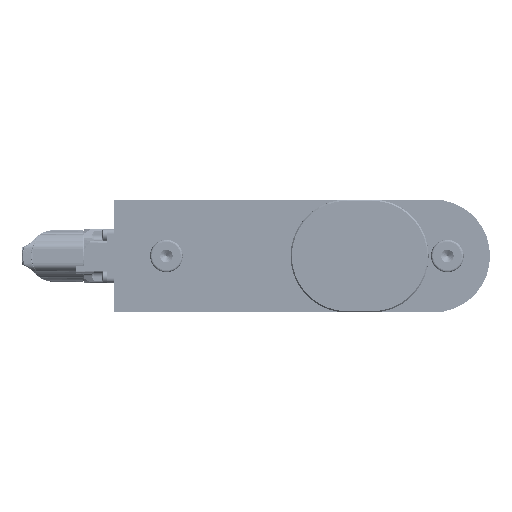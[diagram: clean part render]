
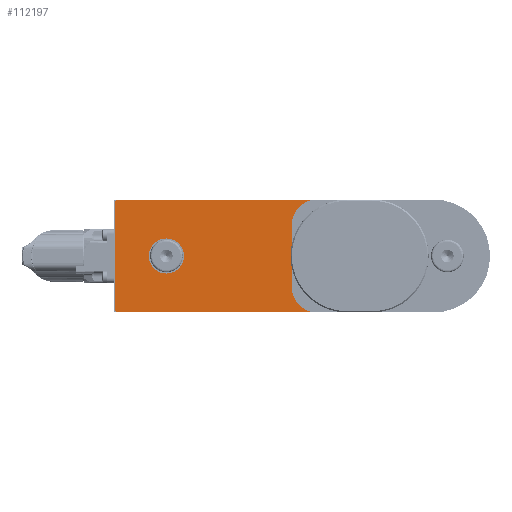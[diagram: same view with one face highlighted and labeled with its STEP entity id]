
A CAD part, left-side view. The second image highlights one B-rep face of the part: STEP entity #112197.
In plain terms, the highlighted face is planar.
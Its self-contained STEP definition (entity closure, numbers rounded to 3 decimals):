
#2712 = DIRECTION ( 'NONE',  ( -1., 0., 0. ) ) ;
#2789 = CARTESIAN_POINT ( 'NONE',  ( 0., -15., 0. ) ) ;
#2937 = PLANE ( 'NONE',  #41956 ) ;
#4641 = VERTEX_POINT ( 'NONE', #22131 ) ;
#6028 = CIRCLE ( 'NONE', #21868, 7. ) ;
#7024 = CIRCLE ( 'NONE', #101746, 10. ) ;
#9196 = AXIS2_PLACEMENT_3D ( 'NONE', #98729, #109990, #2712 ) ;
#11856 = CARTESIAN_POINT ( 'NONE',  ( -22.5, 0., 0. ) ) ;
#12060 = EDGE_CURVE ( 'NONE', #135781, #34194, #63320, .T. ) ;
#15650 = CARTESIAN_POINT ( 'NONE',  ( 21.5, 55.5, 0. ) ) ;
#15938 = EDGE_CURVE ( 'NONE', #134100, #28556, #129572, .T. ) ;
#16535 = EDGE_CURVE ( 'NONE', #28556, #103407, #44491, .T. ) ;
#16847 = DIRECTION ( 'NONE',  ( -1., 0., 0. ) ) ;
#18518 = EDGE_CURVE ( 'NONE', #90600, #90600, #6028, .T. ) ;
#21433 = DIRECTION ( 'NONE',  ( 0., 0., -1. ) ) ;
#21868 = AXIS2_PLACEMENT_3D ( 'NONE', #68905, #92146, #69610 ) ;
#22131 = CARTESIAN_POINT ( 'NONE',  ( 12.5, -15., 0. ) ) ;
#24483 = CARTESIAN_POINT ( 'NONE',  ( 22.5, 0., 0. ) ) ;
#26480 = ORIENTED_EDGE ( 'NONE', *, *, #43268, .T. ) ;
#28556 = VERTEX_POINT ( 'NONE', #78710 ) ;
#30551 = EDGE_CURVE ( 'NONE', #112492, #134100, #7024, .T. ) ;
#31688 = AXIS2_PLACEMENT_3D ( 'NONE', #135208, #38058, #16847 ) ;
#33767 = DIRECTION ( 'NONE',  ( 0., 1., 0. ) ) ;
#33814 = ORIENTED_EDGE ( 'NONE', *, *, #117579, .T. ) ;
#34069 = FACE_OUTER_BOUND ( 'NONE', #86700, .T. ) ;
#34194 = VERTEX_POINT ( 'NONE', #72161 ) ;
#36527 = LINE ( 'NONE', #124556, #89830 ) ;
#38058 = DIRECTION ( 'NONE',  ( 0., 0., 1. ) ) ;
#39122 = ORIENTED_EDGE ( 'NONE', *, *, #12060, .T. ) ;
#41956 = AXIS2_PLACEMENT_3D ( 'NONE', #77060, #89031, #111591 ) ;
#43268 = EDGE_CURVE ( 'NONE', #34194, #102929, #111194, .T. ) ;
#44491 = CIRCLE ( 'NONE', #118696, 1. ) ;
#51532 = ORIENTED_EDGE ( 'NONE', *, *, #135938, .T. ) ;
#53237 = DIRECTION ( 'NONE',  ( -1., 0., 0. ) ) ;
#55525 = VECTOR ( 'NONE', #33767, 1000. ) ;
#58749 = ORIENTED_EDGE ( 'NONE', *, *, #18518, .F. ) ;
#62612 = CARTESIAN_POINT ( 'NONE',  ( 22.5, -25., 0. ) ) ;
#63320 = CIRCLE ( 'NONE', #9196, 1. ) ;
#65408 = VECTOR ( 'NONE', #98565, 1000. ) ;
#66328 = DIRECTION ( 'NONE',  ( -1., 0., 0. ) ) ;
#68905 = CARTESIAN_POINT ( 'NONE',  ( 0., 35., 0. ) ) ;
#69610 = DIRECTION ( 'NONE',  ( -1., 0., 0. ) ) ;
#70247 = CARTESIAN_POINT ( 'NONE',  ( -22.5, -25., 0. ) ) ;
#72161 = CARTESIAN_POINT ( 'NONE',  ( 22.5, 54.5, 0. ) ) ;
#77060 = CARTESIAN_POINT ( 'NONE',  ( 0., 0., 0. ) ) ;
#78710 = CARTESIAN_POINT ( 'NONE',  ( -22.5, 54.5, 0. ) ) ;
#78799 = ORIENTED_EDGE ( 'NONE', *, *, #15938, .T. ) ;
#79110 = CARTESIAN_POINT ( 'NONE',  ( -12.5, -25., 0. ) ) ;
#86700 = EDGE_LOOP ( 'NONE', ( #78799, #99990, #33814, #39122, #26480, #109798, #51532, #120658 ) ) ;
#86927 = FACE_BOUND ( 'NONE', #88705, .T. ) ;
#88705 = EDGE_LOOP ( 'NONE', ( #58749 ) ) ;
#88992 = DIRECTION ( 'NONE',  ( 0., 0., 1. ) ) ;
#89031 = DIRECTION ( 'NONE',  ( 0., 0., -1. ) ) ;
#89830 = VECTOR ( 'NONE', #133007, 1000. ) ;
#90600 = VERTEX_POINT ( 'NONE', #99802 ) ;
#91658 = VECTOR ( 'NONE', #66328, 1000. ) ;
#92146 = DIRECTION ( 'NONE',  ( 0., 0., -1. ) ) ;
#92502 = CIRCLE ( 'NONE', #31688, 10. ) ;
#98565 = DIRECTION ( 'NONE',  ( 0., -1., 0. ) ) ;
#98729 = CARTESIAN_POINT ( 'NONE',  ( 21.5, 54.5, 0. ) ) ;
#99802 = CARTESIAN_POINT ( 'NONE',  ( -7., 35., 0. ) ) ;
#99990 = ORIENTED_EDGE ( 'NONE', *, *, #16535, .T. ) ;
#101746 = AXIS2_PLACEMENT_3D ( 'NONE', #79110, #88992, #122774 ) ;
#102929 = VERTEX_POINT ( 'NONE', #62612 ) ;
#103407 = VERTEX_POINT ( 'NONE', #122922 ) ;
#107978 = LINE ( 'NONE', #2789, #91658 ) ;
#109798 = ORIENTED_EDGE ( 'NONE', *, *, #118985, .T. ) ;
#109990 = DIRECTION ( 'NONE',  ( 0., 0., -1. ) ) ;
#111194 = LINE ( 'NONE', #24483, #65408 ) ;
#111591 = DIRECTION ( 'NONE',  ( -1., 0., 0. ) ) ;
#112197 = ADVANCED_FACE ( 'NONE', ( #86927, #34069 ), #2937, .T. ) ;
#112492 = VERTEX_POINT ( 'NONE', #129711 ) ;
#115944 = CARTESIAN_POINT ( 'NONE',  ( -21.5, 54.5, 0. ) ) ;
#117579 = EDGE_CURVE ( 'NONE', #103407, #135781, #36527, .T. ) ;
#118696 = AXIS2_PLACEMENT_3D ( 'NONE', #115944, #21433, #53237 ) ;
#118985 = EDGE_CURVE ( 'NONE', #102929, #4641, #92502, .T. ) ;
#120658 = ORIENTED_EDGE ( 'NONE', *, *, #30551, .T. ) ;
#122774 = DIRECTION ( 'NONE',  ( -1., 0., 0. ) ) ;
#122922 = CARTESIAN_POINT ( 'NONE',  ( -21.5, 55.5, 0. ) ) ;
#124556 = CARTESIAN_POINT ( 'NONE',  ( 0., 55.5, 0. ) ) ;
#129572 = LINE ( 'NONE', #11856, #55525 ) ;
#129711 = CARTESIAN_POINT ( 'NONE',  ( -12.5, -15., 0. ) ) ;
#133007 = DIRECTION ( 'NONE',  ( 1., 0., 0. ) ) ;
#134100 = VERTEX_POINT ( 'NONE', #70247 ) ;
#135208 = CARTESIAN_POINT ( 'NONE',  ( 12.5, -25., 0. ) ) ;
#135781 = VERTEX_POINT ( 'NONE', #15650 ) ;
#135938 = EDGE_CURVE ( 'NONE', #4641, #112492, #107978, .T. ) ;
